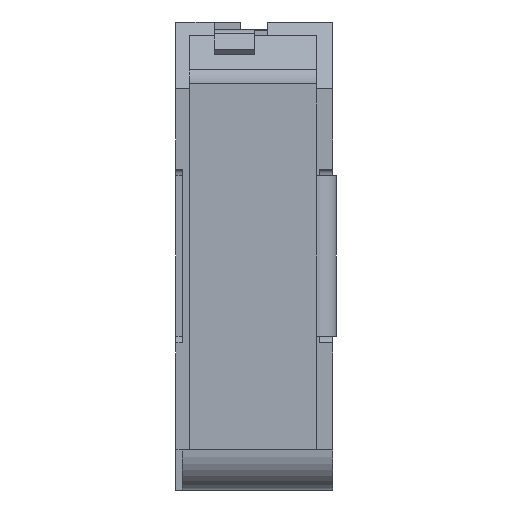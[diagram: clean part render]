
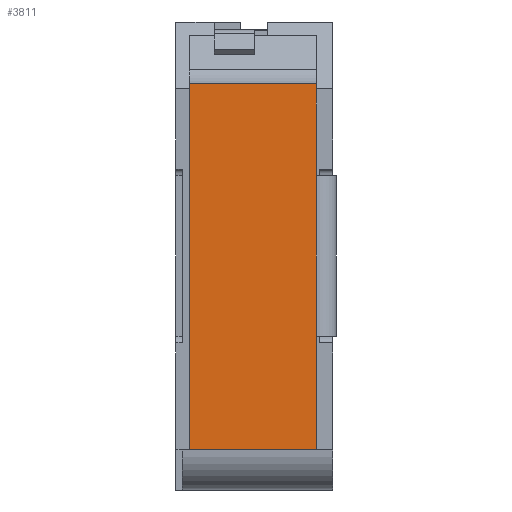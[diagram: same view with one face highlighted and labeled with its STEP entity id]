
A CAD part, left-side view. The second image highlights one B-rep face of the part: STEP entity #3811.
In plain terms, the highlighted planar face has unit normal (-1, 0, 0).
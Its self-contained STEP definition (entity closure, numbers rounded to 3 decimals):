
#98 = CARTESIAN_POINT ( 'NONE',  ( -1.85, 0.15, -1.45 ) ) ;
#133 = VECTOR ( 'NONE', #1980, 1000. ) ;
#218 = LINE ( 'NONE', #2824, #860 ) ;
#766 = EDGE_CURVE ( 'NONE', #3526, #2112, #2701, .T. ) ;
#860 = VECTOR ( 'NONE', #1325, 1000. ) ;
#890 = CARTESIAN_POINT ( 'NONE',  ( -1.85, 1.1, 0.6 ) ) ;
#905 = LINE ( 'NONE', #1796, #1249 ) ;
#959 = CARTESIAN_POINT ( 'NONE',  ( -1.85, 0.15, 0.6 ) ) ;
#1014 = EDGE_CURVE ( 'NONE', #3526, #2332, #2021, .T. ) ;
#1057 = ORIENTED_EDGE ( 'NONE', *, *, #1014, .T. ) ;
#1165 = CARTESIAN_POINT ( 'NONE',  ( -1.85, 0.15, -1.45 ) ) ;
#1249 = VECTOR ( 'NONE', #1500, 1000. ) ;
#1325 = DIRECTION ( 'NONE',  ( 0., 1., 0. ) ) ;
#1370 = CARTESIAN_POINT ( 'NONE',  ( -1.85, 0.15, -1.45 ) ) ;
#1441 = VECTOR ( 'NONE', #1646, 1000. ) ;
#1457 = CARTESIAN_POINT ( 'NONE',  ( -1.85, 1.1, 1.288 ) ) ;
#1464 = ORIENTED_EDGE ( 'NONE', *, *, #766, .F. ) ;
#1500 = DIRECTION ( 'NONE',  ( 0., 0., -1. ) ) ;
#1646 = DIRECTION ( 'NONE',  ( 0., 0., 1. ) ) ;
#1796 = CARTESIAN_POINT ( 'NONE',  ( -1.85, 1.1, 0.6 ) ) ;
#1821 = CARTESIAN_POINT ( 'NONE',  ( -1.85, 0.15, -1.45 ) ) ;
#1844 = CARTESIAN_POINT ( 'NONE',  ( -1.85, 1.1, -1.45 ) ) ;
#1863 = VERTEX_POINT ( 'NONE', #1457 ) ;
#1875 = VECTOR ( 'NONE', #1886, 1000. ) ;
#1886 = DIRECTION ( 'NONE',  ( 0., 0., -1. ) ) ;
#1908 = AXIS2_PLACEMENT_3D ( 'NONE', #890, #3014, #2122 ) ;
#1921 = VERTEX_POINT ( 'NONE', #1844 ) ;
#1980 = DIRECTION ( 'NONE',  ( 0., 1., 0. ) ) ;
#1981 = EDGE_CURVE ( 'NONE', #2319, #1921, #2211, .T. ) ;
#2021 = LINE ( 'NONE', #1370, #1441 ) ;
#2039 = ORIENTED_EDGE ( 'NONE', *, *, #1981, .F. ) ;
#2112 = VERTEX_POINT ( 'NONE', #2888 ) ;
#2122 = DIRECTION ( 'NONE',  ( 0., 0., -1. ) ) ;
#2145 = ORIENTED_EDGE ( 'NONE', *, *, #2577, .T. ) ;
#2211 = LINE ( 'NONE', #98, #133 ) ;
#2239 = LINE ( 'NONE', #1165, #2294 ) ;
#2294 = VECTOR ( 'NONE', #3117, 1000. ) ;
#2319 = VERTEX_POINT ( 'NONE', #1821 ) ;
#2321 = EDGE_CURVE ( 'NONE', #1863, #1921, #905, .T. ) ;
#2332 = VERTEX_POINT ( 'NONE', #3303 ) ;
#2419 = PLANE ( 'NONE',  #1908 ) ;
#2577 = EDGE_CURVE ( 'NONE', #2332, #1863, #218, .T. ) ;
#2627 = ORIENTED_EDGE ( 'NONE', *, *, #3913, .T. ) ;
#2701 = LINE ( 'NONE', #959, #1875 ) ;
#2764 = FACE_OUTER_BOUND ( 'NONE', #3435, .T. ) ;
#2824 = CARTESIAN_POINT ( 'NONE',  ( -1.85, 0.15, 1.288 ) ) ;
#2888 = CARTESIAN_POINT ( 'NONE',  ( -1.85, 0.15, -0.6 ) ) ;
#3014 = DIRECTION ( 'NONE',  ( 1., 0., 0. ) ) ;
#3117 = DIRECTION ( 'NONE',  ( 0., 0., 1. ) ) ;
#3303 = CARTESIAN_POINT ( 'NONE',  ( -1.85, 0.15, 1.288 ) ) ;
#3435 = EDGE_LOOP ( 'NONE', ( #3563, #2039, #2627, #1464, #1057, #2145 ) ) ;
#3526 = VERTEX_POINT ( 'NONE', #3827 ) ;
#3563 = ORIENTED_EDGE ( 'NONE', *, *, #2321, .T. ) ;
#3811 = ADVANCED_FACE ( 'NONE', ( #2764 ), #2419, .F. ) ;
#3827 = CARTESIAN_POINT ( 'NONE',  ( -1.85, 0.15, 0.6 ) ) ;
#3913 = EDGE_CURVE ( 'NONE', #2319, #2112, #2239, .T. ) ;
